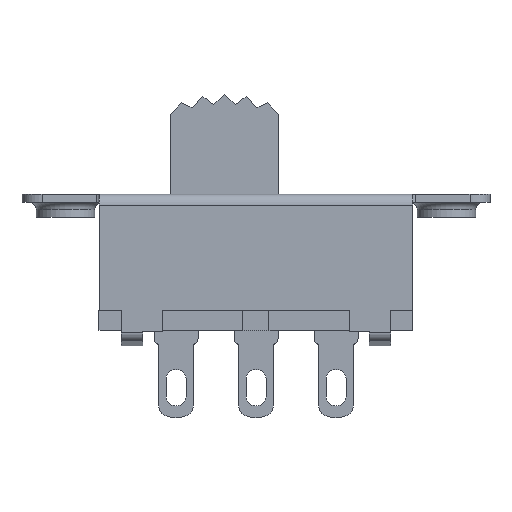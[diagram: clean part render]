
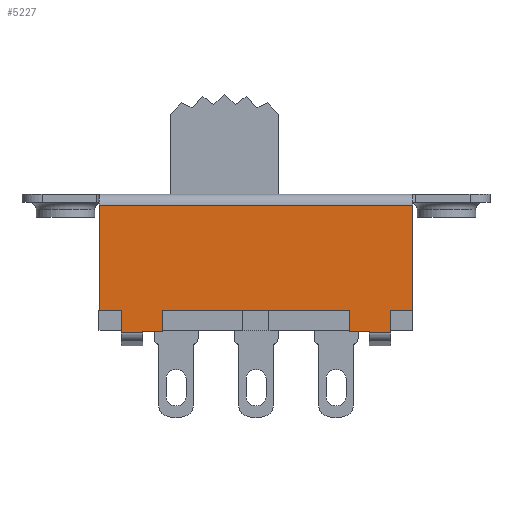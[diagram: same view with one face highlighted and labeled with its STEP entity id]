
A CAD part, front view. The second image highlights one B-rep face of the part: STEP entity #5227.
In plain terms, the highlighted planar face has unit normal (0, -1, 0).
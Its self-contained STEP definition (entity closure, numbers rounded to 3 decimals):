
#141=PLANE('',#5583);
#365=FACE_OUTER_BOUND('',#659,.T.);
#659=EDGE_LOOP('',(#3953,#3954,#3955,#3956,#3957,#3958,#3959,#3960,#3961,
#3962,#3963,#3964,#3965,#3966,#3967,#3968));
#1096=LINE('',#7624,#1661);
#1098=LINE('',#7630,#1663);
#1114=LINE('',#7666,#1679);
#1115=LINE('',#7668,#1680);
#1119=LINE('',#7675,#1684);
#1120=LINE('',#7678,#1685);
#1150=LINE('',#7750,#1715);
#1156=LINE('',#7764,#1721);
#1164=LINE('',#7783,#1729);
#1168=LINE('',#7789,#1733);
#1169=LINE('',#7792,#1734);
#1172=LINE('',#7798,#1737);
#1209=LINE('',#7997,#1774);
#1233=LINE('',#9059,#1798);
#1234=LINE('',#9062,#1799);
#1235=LINE('',#9063,#1800);
#1661=VECTOR('',#5969,10.);
#1663=VECTOR('',#5975,10.);
#1679=VECTOR('',#6005,10.);
#1680=VECTOR('',#6008,10.);
#1684=VECTOR('',#6014,10.);
#1685=VECTOR('',#6017,10.);
#1715=VECTOR('',#6081,10.);
#1721=VECTOR('',#6091,10.);
#1729=VECTOR('',#6111,10.);
#1733=VECTOR('',#6117,10.);
#1734=VECTOR('',#6120,10.);
#1737=VECTOR('',#6125,10.);
#1774=VECTOR('',#6212,10.);
#1798=VECTOR('',#6316,10.);
#1799=VECTOR('',#6319,10.);
#1800=VECTOR('',#6320,10.);
#2247=VERTEX_POINT('',#7620);
#2249=VERTEX_POINT('',#7623);
#2251=VERTEX_POINT('',#7629);
#2262=VERTEX_POINT('',#7660);
#2264=VERTEX_POINT('',#7664);
#2266=VERTEX_POINT('',#7673);
#2267=VERTEX_POINT('',#7677);
#2289=VERTEX_POINT('',#7743);
#2292=VERTEX_POINT('',#7748);
#2298=VERTEX_POINT('',#7762);
#2303=VERTEX_POINT('',#7782);
#2305=VERTEX_POINT('',#7791);
#2307=VERTEX_POINT('',#7797);
#2348=VERTEX_POINT('',#7996);
#2368=VERTEX_POINT('',#9057);
#2369=VERTEX_POINT('',#9061);
#2775=EDGE_CURVE('',#2249,#2247,#1096,.T.);
#2778=EDGE_CURVE('',#2249,#2251,#1098,.T.);
#2796=EDGE_CURVE('',#2264,#2262,#1114,.T.);
#2797=EDGE_CURVE('',#2264,#2251,#1115,.T.);
#2801=EDGE_CURVE('',#2247,#2266,#1119,.T.);
#2802=EDGE_CURVE('',#2267,#2262,#1120,.T.);
#2838=EDGE_CURVE('',#2292,#2289,#1150,.T.);
#2845=EDGE_CURVE('',#2292,#2298,#1156,.T.);
#2854=EDGE_CURVE('',#2303,#2267,#1164,.T.);
#2858=EDGE_CURVE('',#2303,#2298,#1168,.T.);
#2859=EDGE_CURVE('',#2289,#2305,#1169,.T.);
#2862=EDGE_CURVE('',#2307,#2305,#1172,.T.);
#2916=EDGE_CURVE('',#2307,#2348,#1209,.T.);
#2975=EDGE_CURVE('',#2348,#2368,#1233,.T.);
#2976=EDGE_CURVE('',#2266,#2369,#1234,.T.);
#2977=EDGE_CURVE('',#2368,#2369,#1235,.T.);
#3953=ORIENTED_EDGE('',*,*,#2975,.F.);
#3954=ORIENTED_EDGE('',*,*,#2916,.F.);
#3955=ORIENTED_EDGE('',*,*,#2862,.T.);
#3956=ORIENTED_EDGE('',*,*,#2859,.F.);
#3957=ORIENTED_EDGE('',*,*,#2838,.F.);
#3958=ORIENTED_EDGE('',*,*,#2845,.T.);
#3959=ORIENTED_EDGE('',*,*,#2858,.F.);
#3960=ORIENTED_EDGE('',*,*,#2854,.T.);
#3961=ORIENTED_EDGE('',*,*,#2802,.T.);
#3962=ORIENTED_EDGE('',*,*,#2796,.F.);
#3963=ORIENTED_EDGE('',*,*,#2797,.T.);
#3964=ORIENTED_EDGE('',*,*,#2778,.F.);
#3965=ORIENTED_EDGE('',*,*,#2775,.T.);
#3966=ORIENTED_EDGE('',*,*,#2801,.T.);
#3967=ORIENTED_EDGE('',*,*,#2976,.T.);
#3968=ORIENTED_EDGE('',*,*,#2977,.F.);
#5227=ADVANCED_FACE('',(#365),#141,.T.);
#5583=AXIS2_PLACEMENT_3D('',#9060,#6317,#6318);
#5969=DIRECTION('',(1.,0.,0.));
#5975=DIRECTION('',(0.,0.,1.));
#6005=DIRECTION('',(0.,0.,1.));
#6008=DIRECTION('',(1.,0.,0.));
#6014=DIRECTION('',(0.,0.,1.));
#6017=DIRECTION('',(1.,0.,0.));
#6081=DIRECTION('',(-1.,0.,0.));
#6091=DIRECTION('',(0.,0.,1.));
#6111=DIRECTION('',(0.,0.,1.));
#6117=DIRECTION('',(-1.,0.,0.));
#6120=DIRECTION('',(0.,0.,1.));
#6125=DIRECTION('',(1.,0.,0.));
#6212=DIRECTION('',(0.,0.,1.));
#6316=DIRECTION('',(1.,0.,0.));
#6317=DIRECTION('center_axis',(0.,-1.,0.));
#6318=DIRECTION('ref_axis',(0.,0.,-1.));
#6319=DIRECTION('',(1.,0.,0.));
#6320=DIRECTION('',(0.,0.,-1.));
#7620=CARTESIAN_POINT('',(6.725,-3.65,-6.514));
#7623=CARTESIAN_POINT('',(5.675,-3.65,-6.514));
#7624=CARTESIAN_POINT('',(0.,-3.65,-6.514));
#7629=CARTESIAN_POINT('',(5.675,-3.65,-6.45));
#7630=CARTESIAN_POINT('',(5.675,-3.65,-6.828));
#7660=CARTESIAN_POINT('',(4.675,-3.65,-5.4));
#7664=CARTESIAN_POINT('',(4.675,-3.65,-6.45));
#7666=CARTESIAN_POINT('',(4.675,-3.65,-6.188));
#7668=CARTESIAN_POINT('',(0.,-3.65,-6.45));
#7673=CARTESIAN_POINT('',(6.725,-3.65,-5.4));
#7675=CARTESIAN_POINT('',(6.725,-3.65,-6.45));
#7677=CARTESIAN_POINT('',(-4.675,-3.65,-5.4));
#7678=CARTESIAN_POINT('',(0.,-3.65,-5.4));
#7743=CARTESIAN_POINT('',(-6.725,-3.65,-6.514));
#7748=CARTESIAN_POINT('',(-5.675,-3.65,-6.514));
#7750=CARTESIAN_POINT('',(0.,-3.65,-6.514));
#7762=CARTESIAN_POINT('',(-5.675,-3.65,-6.45));
#7764=CARTESIAN_POINT('',(-5.675,-3.65,-6.828));
#7782=CARTESIAN_POINT('',(-4.675,-3.65,-6.45));
#7783=CARTESIAN_POINT('',(-4.675,-3.65,-6.188));
#7789=CARTESIAN_POINT('',(0.,-3.65,-6.45));
#7791=CARTESIAN_POINT('',(-6.725,-3.65,-5.4));
#7792=CARTESIAN_POINT('',(-6.725,-3.65,-6.45));
#7797=CARTESIAN_POINT('',(-7.825,-3.65,-5.4));
#7798=CARTESIAN_POINT('',(0.,-3.65,-5.4));
#7996=CARTESIAN_POINT('',(-7.825,-3.65,-0.15));
#7997=CARTESIAN_POINT('',(-7.825,-3.65,-5.4));
#9057=CARTESIAN_POINT('',(7.825,-3.65,-0.15));
#9059=CARTESIAN_POINT('',(0.,-3.65,-0.15));
#9060=CARTESIAN_POINT('Origin',(0.,-3.65,0.4));
#9061=CARTESIAN_POINT('',(7.825,-3.65,-5.4));
#9062=CARTESIAN_POINT('',(0.,-3.65,-5.4));
#9063=CARTESIAN_POINT('',(7.825,-3.65,-5.4));
